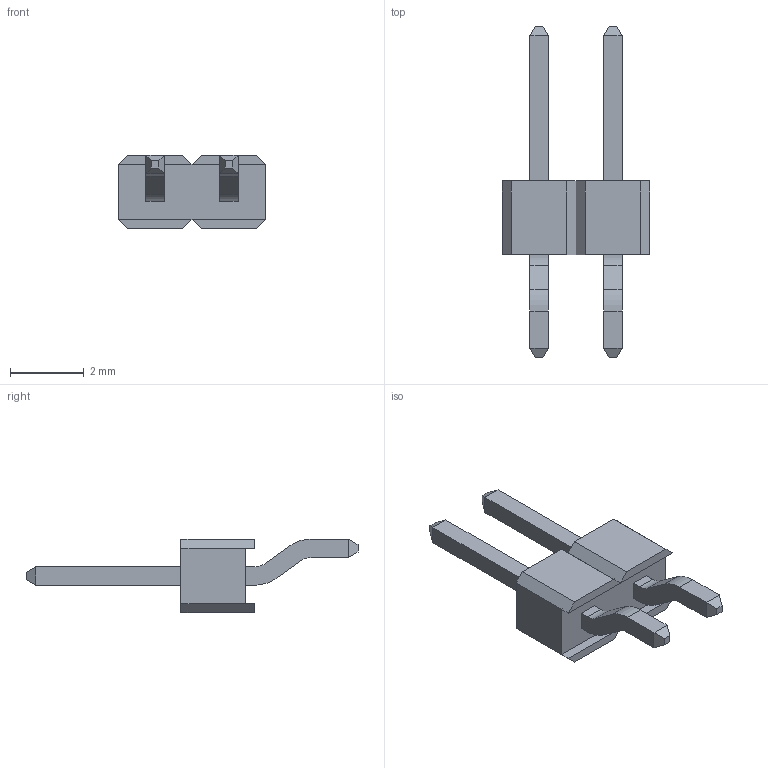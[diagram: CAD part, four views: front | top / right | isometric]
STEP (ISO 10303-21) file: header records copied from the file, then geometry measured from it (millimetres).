
FILE_DESCRIPTION(/* description */ ('Unknown'),/* implementation_level */ '2;1');
FILE_NAME(/* name */ 'M22-5330205',/* time_stamp */ '2023-01-17T06:23:53+02:00',/* author */ ('Unknown'),/* organization */ ('Unknown'),/* preprocessor_version */ 'ST-DEVELOPER v18.1',/* originating_system */ 'Solid Edge',/* authorisation */ 'Unknown');
FILE_SCHEMA (('AUTOMOTIVE_DESIGN {1 0 10303 214 3 1 1}'));
Length unit declared in the file: millimetre
Products named in the file (1): M22-5330205
Bounding box: 4 x 9 x 2 mm (x, y, z)
Volume: 17.6 mm3; surface area: 69 mm2
Topology: 1 solids, 1 shells, 76 faces, 186 edges, 116 vertices
Faces by surface type: plane 68, cylinder 8
Entity records: 2730 total; most frequent: CARTESIAN_POINT 379, ORIENTED_EDGE 372, DIRECTION 356, EDGE_CURVE 186, LINE 170, VECTOR 170, VERTEX_POINT 116, AXIS2_PLACEMENT_3D 93
